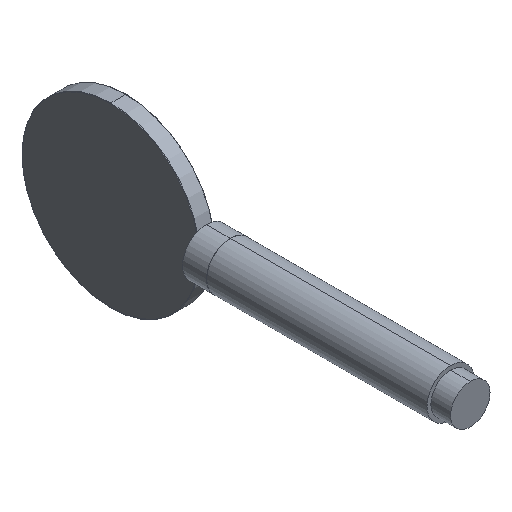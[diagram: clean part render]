
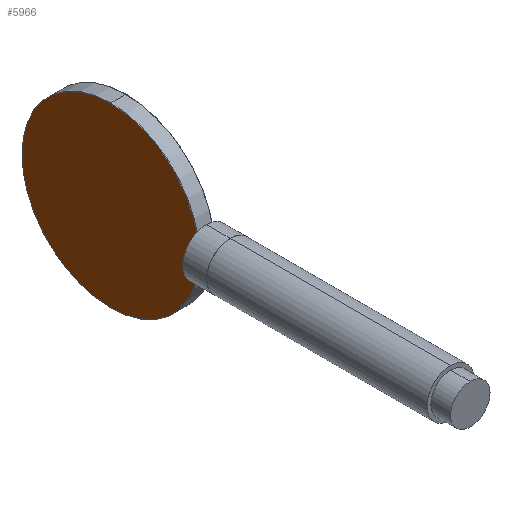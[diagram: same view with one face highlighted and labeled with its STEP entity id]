
A CAD part, isometric view. The second image highlights one B-rep face of the part: STEP entity #5966.
In plain terms, the highlighted planar face has unit normal (-1, 0, 0).
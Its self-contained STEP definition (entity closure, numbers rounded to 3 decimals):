
#721 = VERTEX_POINT ( 'NONE', #1738 ) ;
#1319 = ORIENTED_EDGE ( 'NONE', *, *, #2825, .T. ) ;
#1390 = DIRECTION ( 'NONE',  ( -1., 0., 0. ) ) ;
#1738 = CARTESIAN_POINT ( 'NONE',  ( -4., 178.65, -44.8 ) ) ;
#2749 = DIRECTION ( 'NONE',  ( 1., 0., 0. ) ) ;
#2825 = EDGE_CURVE ( 'NONE', #721, #14733, #6332, .T. ) ;
#2943 = DIRECTION ( 'NONE',  ( -1., 0., 0. ) ) ;
#3856 = FACE_OUTER_BOUND ( 'NONE', #9453, .T. ) ;
#4675 = EDGE_CURVE ( 'NONE', #14733, #721, #7885, .T. ) ;
#4911 = ORIENTED_EDGE ( 'NONE', *, *, #4675, .T. ) ;
#5966 = ADVANCED_FACE ( 'NONE', ( #3856 ), #8461, .F. ) ;
#5970 = DIRECTION ( 'NONE',  ( 0., 0., -1. ) ) ;
#6332 = CIRCLE ( 'NONE', #12812, 44.8 ) ;
#7007 = CARTESIAN_POINT ( 'NONE',  ( -4., 178.65, 44.8 ) ) ;
#7329 = DIRECTION ( 'NONE',  ( 0., 0., -1. ) ) ;
#7511 = DIRECTION ( 'NONE',  ( 0., 0., -1. ) ) ;
#7885 = CIRCLE ( 'NONE', #8126, 44.8 ) ;
#8126 = AXIS2_PLACEMENT_3D ( 'NONE', #11686, #1390, #5970 ) ;
#8461 = PLANE ( 'NONE',  #13103 ) ;
#9453 = EDGE_LOOP ( 'NONE', ( #1319, #4911 ) ) ;
#11686 = CARTESIAN_POINT ( 'NONE',  ( -4., 178.65, 0. ) ) ;
#12812 = AXIS2_PLACEMENT_3D ( 'NONE', #13230, #2943, #7511 ) ;
#13049 = CARTESIAN_POINT ( 'NONE',  ( -4., 178.65, 0. ) ) ;
#13103 = AXIS2_PLACEMENT_3D ( 'NONE', #13049, #2749, #7329 ) ;
#13230 = CARTESIAN_POINT ( 'NONE',  ( -4., 178.65, 0. ) ) ;
#14733 = VERTEX_POINT ( 'NONE', #7007 ) ;
